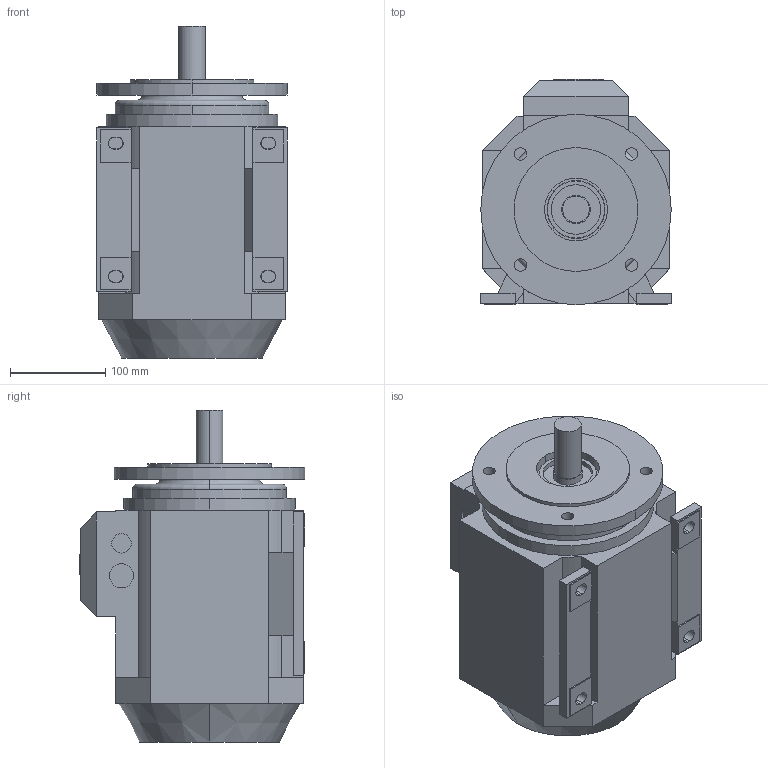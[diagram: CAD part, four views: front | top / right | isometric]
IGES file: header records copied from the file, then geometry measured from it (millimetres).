
Global section: file name: No Iges File Name specified; native system: AutoDesk Inventor R10; preprocessor: AutoDesk Inventor Iges Exporter R10; author: No Author specified; organization: No Organization specified; date: 20051228.110341; units: millimetre
Bounding box: 200 x 237 x 348.5 mm (x, y, z)
Volume: 9327474.1 mm3; surface area: 368709.4 mm2
Topology: 1 solids, 1 shells, 223 faces, 562 edges, 370 vertices
Faces by surface type: plane 123, bspline 53, revolution 22, cylinder 17, cone 6, torus 2
